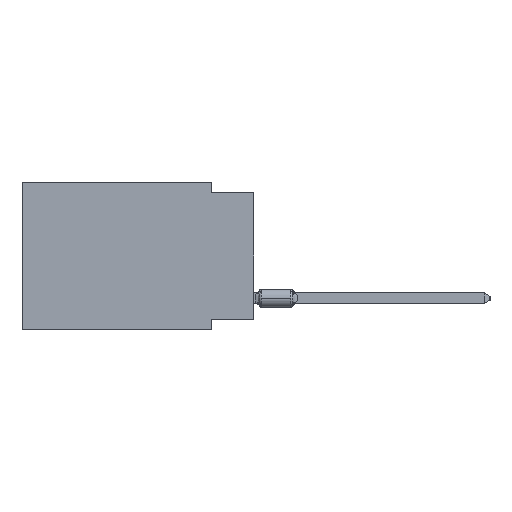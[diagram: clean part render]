
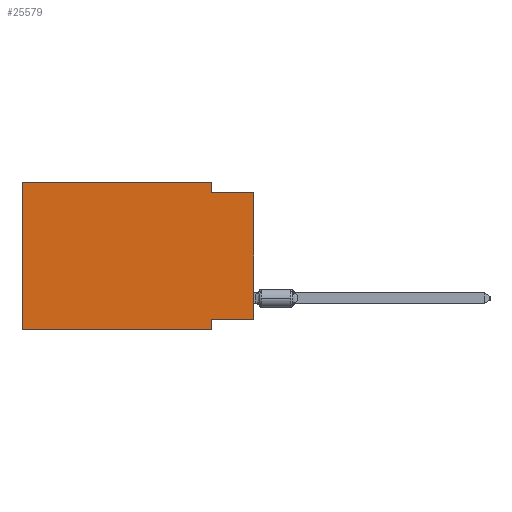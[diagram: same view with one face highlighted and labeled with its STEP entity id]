
A CAD part, left-side view. The second image highlights one B-rep face of the part: STEP entity #25579.
In plain terms, the highlighted planar face has unit normal (-1, 0, 0).
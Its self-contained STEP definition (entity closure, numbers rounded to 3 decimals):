
#134 = DIRECTION ( 'NONE',  ( 1., 0., 0. ) ) ;
#233 = VECTOR ( 'NONE', #1603, 1000. ) ;
#249 = LINE ( 'NONE', #20687, #22133 ) ;
#913 = ORIENTED_EDGE ( 'NONE', *, *, #8500, .F. ) ;
#1603 = DIRECTION ( 'NONE',  ( 0., -1., 0. ) ) ;
#1893 = CARTESIAN_POINT ( 'NONE',  ( 0., 2.54, 0. ) ) ;
#2077 = LINE ( 'NONE', #6441, #58242 ) ;
#4154 = CARTESIAN_POINT ( 'NONE',  ( 0., 0., -8.255 ) ) ;
#6302 = ORIENTED_EDGE ( 'NONE', *, *, #57738, .T. ) ;
#6441 = CARTESIAN_POINT ( 'NONE',  ( 0., 2.54, -8.89 ) ) ;
#8500 = EDGE_CURVE ( 'NONE', #64610, #48795, #61924, .T. ) ;
#8576 = VERTEX_POINT ( 'NONE', #18980 ) ;
#9532 = FACE_OUTER_BOUND ( 'NONE', #65461, .T. ) ;
#10218 = LINE ( 'NONE', #61202, #14763 ) ;
#14222 = DIRECTION ( 'NONE',  ( 0., 0., -1. ) ) ;
#14396 = CARTESIAN_POINT ( 'NONE',  ( 0., 0., -8.255 ) ) ;
#14680 = EDGE_CURVE ( 'NONE', #21305, #17982, #2077, .T. ) ;
#14763 = VECTOR ( 'NONE', #30666, 1000. ) ;
#15178 = ORIENTED_EDGE ( 'NONE', *, *, #29685, .F. ) ;
#17982 = VERTEX_POINT ( 'NONE', #51627 ) ;
#18923 = LINE ( 'NONE', #39406, #65115 ) ;
#18980 = CARTESIAN_POINT ( 'NONE',  ( 0., 13.97, 0. ) ) ;
#19170 = LINE ( 'NONE', #38660, #22062 ) ;
#20687 = CARTESIAN_POINT ( 'NONE',  ( 0., 13.97, 0. ) ) ;
#21258 = ORIENTED_EDGE ( 'NONE', *, *, #59708, .T. ) ;
#21305 = VERTEX_POINT ( 'NONE', #52632 ) ;
#22062 = VECTOR ( 'NONE', #23559, 1000. ) ;
#22133 = VECTOR ( 'NONE', #61583, 1000. ) ;
#23559 = DIRECTION ( 'NONE',  ( 0., -1., 0. ) ) ;
#25579 = ADVANCED_FACE ( 'NONE', ( #9532 ), #29975, .F. ) ;
#27065 = DIRECTION ( 'NONE',  ( 0., -1., 0. ) ) ;
#28269 = VERTEX_POINT ( 'NONE', #1893 ) ;
#29685 = EDGE_CURVE ( 'NONE', #28269, #64610, #18923, .T. ) ;
#29975 = PLANE ( 'NONE',  #37849 ) ;
#30666 = DIRECTION ( 'NONE',  ( 0., 0., 1. ) ) ;
#32120 = LINE ( 'NONE', #42179, #233 ) ;
#35441 = CARTESIAN_POINT ( 'NONE',  ( 0., 0., -0.635 ) ) ;
#35686 = EDGE_CURVE ( 'NONE', #8576, #28269, #32120, .T. ) ;
#37849 = AXIS2_PLACEMENT_3D ( 'NONE', #56125, #134, #41031 ) ;
#38241 = CARTESIAN_POINT ( 'NONE',  ( 0., 2.54, -0.635 ) ) ;
#38660 = CARTESIAN_POINT ( 'NONE',  ( 0., 13.97, -8.89 ) ) ;
#39406 = CARTESIAN_POINT ( 'NONE',  ( 0., 2.54, 0. ) ) ;
#41031 = DIRECTION ( 'NONE',  ( 0., 0., -1. ) ) ;
#42179 = CARTESIAN_POINT ( 'NONE',  ( 0., 13.97, 0. ) ) ;
#46823 = ORIENTED_EDGE ( 'NONE', *, *, #35686, .F. ) ;
#47447 = ORIENTED_EDGE ( 'NONE', *, *, #57343, .F. ) ;
#47562 = CARTESIAN_POINT ( 'NONE',  ( 0., 13.97, -8.89 ) ) ;
#48795 = VERTEX_POINT ( 'NONE', #35441 ) ;
#51448 = VECTOR ( 'NONE', #27065, 1000. ) ;
#51627 = CARTESIAN_POINT ( 'NONE',  ( 0., 2.54, -8.89 ) ) ;
#52632 = CARTESIAN_POINT ( 'NONE',  ( 0., 2.54, -8.255 ) ) ;
#52898 = CARTESIAN_POINT ( 'NONE',  ( 0., 0., -0.635 ) ) ;
#53302 = VERTEX_POINT ( 'NONE', #47562 ) ;
#54758 = ORIENTED_EDGE ( 'NONE', *, *, #14680, .F. ) ;
#54912 = ORIENTED_EDGE ( 'NONE', *, *, #56069, .F. ) ;
#55328 = DIRECTION ( 'NONE',  ( 0., 1., 0. ) ) ;
#56069 = EDGE_CURVE ( 'NONE', #58244, #21305, #65391, .T. ) ;
#56125 = CARTESIAN_POINT ( 'NONE',  ( 0., 13.97, 0. ) ) ;
#57343 = EDGE_CURVE ( 'NONE', #53302, #8576, #249, .T. ) ;
#57738 = EDGE_CURVE ( 'NONE', #58244, #48795, #10218, .T. ) ;
#57951 = VECTOR ( 'NONE', #55328, 1000. ) ;
#58242 = VECTOR ( 'NONE', #63748, 1000. ) ;
#58244 = VERTEX_POINT ( 'NONE', #4154 ) ;
#59708 = EDGE_CURVE ( 'NONE', #53302, #17982, #19170, .T. ) ;
#61202 = CARTESIAN_POINT ( 'NONE',  ( 0., 0., 0. ) ) ;
#61583 = DIRECTION ( 'NONE',  ( 0., 0., 1. ) ) ;
#61924 = LINE ( 'NONE', #52898, #51448 ) ;
#63748 = DIRECTION ( 'NONE',  ( 0., 0., -1. ) ) ;
#64610 = VERTEX_POINT ( 'NONE', #38241 ) ;
#65115 = VECTOR ( 'NONE', #14222, 1000. ) ;
#65391 = LINE ( 'NONE', #14396, #57951 ) ;
#65461 = EDGE_LOOP ( 'NONE', ( #6302, #913, #15178, #46823, #47447, #21258, #54758, #54912 ) ) ;
